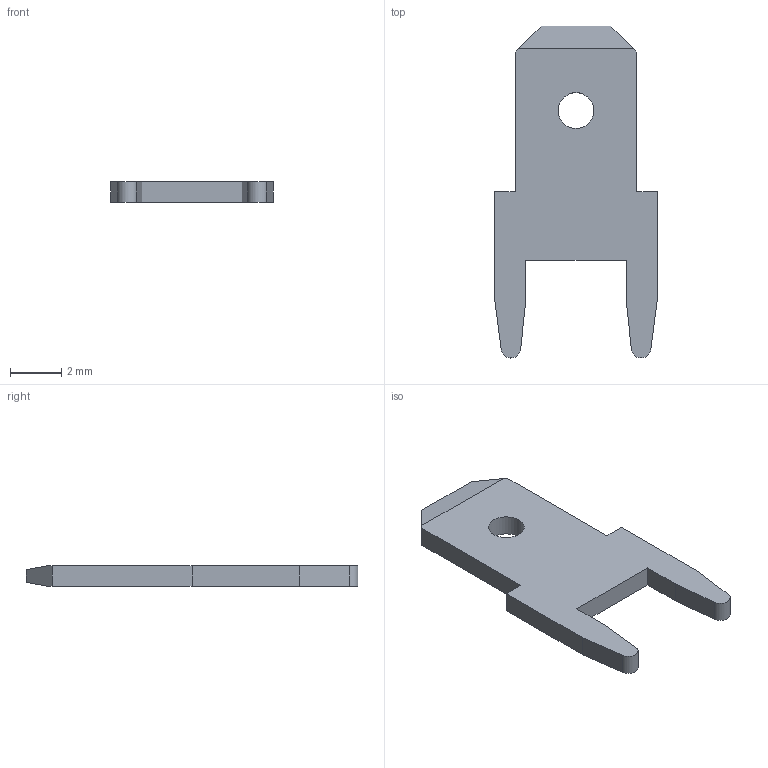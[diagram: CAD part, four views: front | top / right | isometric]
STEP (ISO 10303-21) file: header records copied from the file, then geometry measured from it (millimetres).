
FILE_DESCRIPTION( ( 'STEP AP214' ), '1' );
FILE_NAME( 'psolqas_8236_0.stp', '2020-05-06T21:03:47', ( 'License CC BY-ND 4.0' ), ( 'CADENAS' ), ' ', 'PARTsolutions', ' ' );
FILE_SCHEMA( ( 'AUTOMOTIVE_DESIGN { 1 0 10303 214 1 1 1 1 }' ) );
Length unit declared in the file: metre
Products named in the file (1): 1
Bounding box: 6.35 x 12.95 x 0.81 mm (x, y, z)
Volume: 42.7 mm3; surface area: 144 mm2
Topology: 1 solids, 1 shells, 23 faces, 64 edges, 43 vertices
Faces by surface type: plane 20, cylinder 3
Full cylindrical faces by diameter (mm): 1.397 x1
Entity records: 737 total; most frequent: CARTESIAN_POINT 128, ORIENTED_EDGE 124, DIRECTION 116, EDGE_CURVE 62, LINE 56, VECTOR 56, VERTEX_POINT 42, AXIS2_PLACEMENT_3D 30
